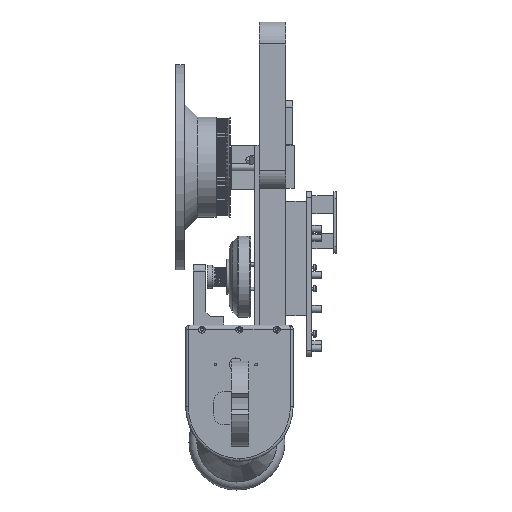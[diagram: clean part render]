
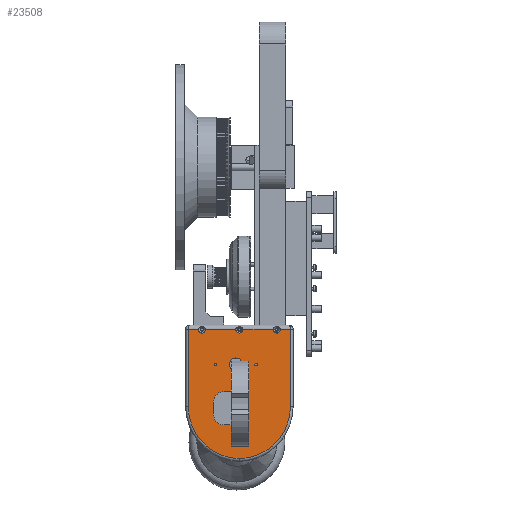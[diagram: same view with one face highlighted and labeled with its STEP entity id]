
A CAD part, front view. The second image highlights one B-rep face of the part: STEP entity #23508.
In plain terms, the highlighted planar face has unit normal (0, -1, 0).
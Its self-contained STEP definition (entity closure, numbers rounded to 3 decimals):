
#1451=FACE_BOUND('',#3788,.T.);
#1452=FACE_BOUND('',#3789,.T.);
#1453=FACE_BOUND('',#3790,.T.);
#1454=FACE_BOUND('',#3791,.T.);
#1757=PLANE('',#25052);
#2402=FACE_OUTER_BOUND('',#3787,.T.);
#3787=EDGE_LOOP('',(#16526,#16527,#16528,#16529,#16530,#16531,#16532,#16533,
#16534,#16535,#16536,#16537,#16538,#16539));
#3788=EDGE_LOOP('',(#16540));
#3789=EDGE_LOOP('',(#16541));
#3790=EDGE_LOOP('',(#16542));
#3791=EDGE_LOOP('',(#16543));
#5408=LINE('',#35298,#7066);
#5410=LINE('',#35301,#7068);
#5411=LINE('',#35330,#7069);
#5412=LINE('',#35358,#7070);
#5419=LINE('',#35375,#7077);
#5422=LINE('',#35393,#7080);
#7066=VECTOR('',#28094,10.);
#7068=VECTOR('',#28096,10.);
#7069=VECTOR('',#28097,10.);
#7070=VECTOR('',#28098,10.);
#7077=VECTOR('',#28115,10.);
#7080=VECTOR('',#28138,3.);
#8760=CIRCLE('',#25045,4.);
#8762=CIRCLE('',#25047,4.);
#8763=CIRCLE('',#25049,4.);
#8765=CIRCLE('',#25051,4.);
#8766=CIRCLE('',#25053,59.5);
#8767=CIRCLE('',#25054,59.5);
#8768=CIRCLE('',#25055,4.);
#8769=CIRCLE('',#25056,4.);
#8770=CIRCLE('',#25057,4.);
#8771=CIRCLE('',#25058,7.5);
#8772=CIRCLE('',#25059,1.4);
#8773=CIRCLE('',#25060,1.4);
#10140=VERTEX_POINT('',#35217);
#10142=VERTEX_POINT('',#35257);
#10147=VERTEX_POINT('',#35270);
#10148=VERTEX_POINT('',#35271);
#10149=VERTEX_POINT('',#35300);
#10150=VERTEX_POINT('',#35302);
#10151=VERTEX_POINT('',#35329);
#10152=VERTEX_POINT('',#35331);
#10157=VERTEX_POINT('',#35374);
#10158=VERTEX_POINT('',#35378);
#10160=VERTEX_POINT('',#35385);
#10162=VERTEX_POINT('',#35392);
#10163=VERTEX_POINT('',#35394);
#10164=VERTEX_POINT('',#35397);
#10165=VERTEX_POINT('',#35400);
#10166=VERTEX_POINT('',#35402);
#10167=VERTEX_POINT('',#35404);
#10168=VERTEX_POINT('',#35406);
#12625=EDGE_CURVE('',#10147,#10142,#5408,.T.);
#12627=EDGE_CURVE('',#10140,#10149,#5410,.T.);
#12629=EDGE_CURVE('',#10150,#10151,#5411,.T.);
#12631=EDGE_CURVE('',#10152,#10148,#5412,.T.);
#12639=EDGE_CURVE('',#10142,#10157,#5419,.T.);
#12641=EDGE_CURVE('',#10148,#10158,#8760,.T.);
#12644=EDGE_CURVE('',#10158,#10147,#8762,.T.);
#12645=EDGE_CURVE('',#10149,#10160,#8763,.T.);
#12648=EDGE_CURVE('',#10160,#10150,#8765,.T.);
#12649=EDGE_CURVE('',#10162,#10140,#5422,.T.);
#12650=EDGE_CURVE('',#10163,#10162,#8766,.T.);
#12651=EDGE_CURVE('',#10157,#10163,#8767,.T.);
#12652=EDGE_CURVE('',#10164,#10152,#8768,.T.);
#12653=EDGE_CURVE('',#10151,#10164,#8769,.T.);
#12654=EDGE_CURVE('',#10165,#10165,#8770,.T.);
#12655=EDGE_CURVE('',#10166,#10166,#8771,.T.);
#12656=EDGE_CURVE('',#10167,#10167,#8772,.T.);
#12657=EDGE_CURVE('',#10168,#10168,#8773,.T.);
#16526=ORIENTED_EDGE('',*,*,#12627,.F.);
#16527=ORIENTED_EDGE('',*,*,#12649,.F.);
#16528=ORIENTED_EDGE('',*,*,#12650,.F.);
#16529=ORIENTED_EDGE('',*,*,#12651,.F.);
#16530=ORIENTED_EDGE('',*,*,#12639,.F.);
#16531=ORIENTED_EDGE('',*,*,#12625,.F.);
#16532=ORIENTED_EDGE('',*,*,#12644,.F.);
#16533=ORIENTED_EDGE('',*,*,#12641,.F.);
#16534=ORIENTED_EDGE('',*,*,#12631,.F.);
#16535=ORIENTED_EDGE('',*,*,#12652,.F.);
#16536=ORIENTED_EDGE('',*,*,#12653,.F.);
#16537=ORIENTED_EDGE('',*,*,#12629,.F.);
#16538=ORIENTED_EDGE('',*,*,#12648,.F.);
#16539=ORIENTED_EDGE('',*,*,#12645,.F.);
#16540=ORIENTED_EDGE('',*,*,#12654,.T.);
#16541=ORIENTED_EDGE('',*,*,#12655,.T.);
#16542=ORIENTED_EDGE('',*,*,#12656,.T.);
#16543=ORIENTED_EDGE('',*,*,#12657,.T.);
#23508=ADVANCED_FACE('',(#2402,#1451,#1452,#1453,#1454),#1757,.F.);
#25045=AXIS2_PLACEMENT_3D('',#35379,#28120,#28121);
#25047=AXIS2_PLACEMENT_3D('',#35383,#28125,#28126);
#25049=AXIS2_PLACEMENT_3D('',#35386,#28129,#28130);
#25051=AXIS2_PLACEMENT_3D('',#35390,#28134,#28135);
#25052=AXIS2_PLACEMENT_3D('',#35391,#28136,#28137);
#25053=AXIS2_PLACEMENT_3D('',#35395,#28139,#28140);
#25054=AXIS2_PLACEMENT_3D('',#35396,#28141,#28142);
#25055=AXIS2_PLACEMENT_3D('',#35398,#28143,#28144);
#25056=AXIS2_PLACEMENT_3D('',#35399,#28145,#28146);
#25057=AXIS2_PLACEMENT_3D('',#35401,#28147,#28148);
#25058=AXIS2_PLACEMENT_3D('',#35403,#28149,#28150);
#25059=AXIS2_PLACEMENT_3D('',#35405,#28151,#28152);
#25060=AXIS2_PLACEMENT_3D('',#35407,#28153,#28154);
#28094=DIRECTION('',(1.,0.,0.));
#28096=DIRECTION('',(1.,0.,0.));
#28097=DIRECTION('',(1.,0.,0.));
#28098=DIRECTION('',(1.,0.,0.));
#28115=DIRECTION('',(0.,0.,-1.));
#28120=DIRECTION('center_axis',(0.,-1.,0.));
#28121=DIRECTION('ref_axis',(1.,0.,0.));
#28125=DIRECTION('center_axis',(0.,-1.,0.));
#28126=DIRECTION('ref_axis',(1.,0.,0.));
#28129=DIRECTION('center_axis',(0.,-1.,0.));
#28130=DIRECTION('ref_axis',(1.,0.,0.));
#28134=DIRECTION('center_axis',(0.,-1.,0.));
#28135=DIRECTION('ref_axis',(1.,0.,0.));
#28136=DIRECTION('center_axis',(0.,1.,0.));
#28137=DIRECTION('ref_axis',(-1.,0.,0.));
#28138=DIRECTION('',(0.,0.,1.));
#28139=DIRECTION('center_axis',(0.,1.,0.));
#28140=DIRECTION('ref_axis',(-0.715,0.,-0.699));
#28141=DIRECTION('center_axis',(0.,1.,0.));
#28142=DIRECTION('ref_axis',(0.715,0.,-0.699));
#28143=DIRECTION('center_axis',(0.,-1.,0.));
#28144=DIRECTION('ref_axis',(1.,0.,0.));
#28145=DIRECTION('center_axis',(0.,-1.,0.));
#28146=DIRECTION('ref_axis',(1.,0.,0.));
#28147=DIRECTION('center_axis',(0.,1.,0.));
#28148=DIRECTION('ref_axis',(1.,0.,0.));
#28149=DIRECTION('center_axis',(0.,1.,0.));
#28150=DIRECTION('ref_axis',(1.,0.,0.));
#28151=DIRECTION('center_axis',(0.,1.,0.));
#28152=DIRECTION('ref_axis',(1.,0.,0.));
#28153=DIRECTION('center_axis',(0.,1.,0.));
#28154=DIRECTION('ref_axis',(1.,0.,0.));
#35217=CARTESIAN_POINT('',(-55.6,-49.202,-125.084));
#35257=CARTESIAN_POINT('',(60.552,-49.202,-125.084));
#35270=CARTESIAN_POINT('',(48.953,-49.202,-125.084));
#35271=CARTESIAN_POINT('',(41.015,-49.202,-125.084));
#35298=CARTESIAN_POINT('',(-3.6,-49.202,-125.084));
#35300=CARTESIAN_POINT('',(-43.969,-49.202,-125.084));
#35301=CARTESIAN_POINT('',(-3.6,-49.202,-125.084));
#35302=CARTESIAN_POINT('',(-36.031,-49.202,-125.084));
#35329=CARTESIAN_POINT('',(-1.477,-49.202,-125.084));
#35330=CARTESIAN_POINT('',(-3.6,-49.202,-125.084));
#35331=CARTESIAN_POINT('',(6.461,-49.202,-125.084));
#35358=CARTESIAN_POINT('',(-3.6,-49.202,-125.084));
#35374=CARTESIAN_POINT('',(60.552,-49.202,-212.925));
#35375=CARTESIAN_POINT('',(60.552,-49.202,-175.425));
#35378=CARTESIAN_POINT('',(40.984,-49.202,-125.584));
#35379=CARTESIAN_POINT('Origin',(44.984,-49.202,-125.584));
#35383=CARTESIAN_POINT('Origin',(44.984,-49.202,-125.584));
#35385=CARTESIAN_POINT('',(-44.,-49.202,-125.584));
#35386=CARTESIAN_POINT('Origin',(-40.,-49.202,-125.584));
#35390=CARTESIAN_POINT('Origin',(-40.,-49.202,-125.584));
#35391=CARTESIAN_POINT('Origin',(6.4,-49.202,-165.425));
#35392=CARTESIAN_POINT('',(-55.6,-49.202,-212.925));
#35393=CARTESIAN_POINT('',(-55.6,-49.202,-175.425));
#35394=CARTESIAN_POINT('',(2.476,-49.202,-272.408));
#35395=CARTESIAN_POINT('Origin',(3.9,-49.202,-212.925));
#35396=CARTESIAN_POINT('Origin',(1.052,-49.202,-212.925));
#35397=CARTESIAN_POINT('',(-1.508,-49.202,-125.584));
#35398=CARTESIAN_POINT('Origin',(2.492,-49.202,-125.584));
#35399=CARTESIAN_POINT('Origin',(2.492,-49.202,-125.584));
#35400=CARTESIAN_POINT('',(-4.341,-49.202,-254.439));
#35401=CARTESIAN_POINT('Origin',(-0.341,-49.202,-254.439));
#35402=CARTESIAN_POINT('',(-8.948,-49.202,-165.425));
#35403=CARTESIAN_POINT('Origin',(-1.448,-49.202,-165.425));
#35404=CARTESIAN_POINT('',(-25.848,-49.202,-165.425));
#35405=CARTESIAN_POINT('Origin',(-24.448,-49.202,-165.425));
#35406=CARTESIAN_POINT('',(20.152,-49.202,-165.425));
#35407=CARTESIAN_POINT('Origin',(21.552,-49.202,-165.425));
